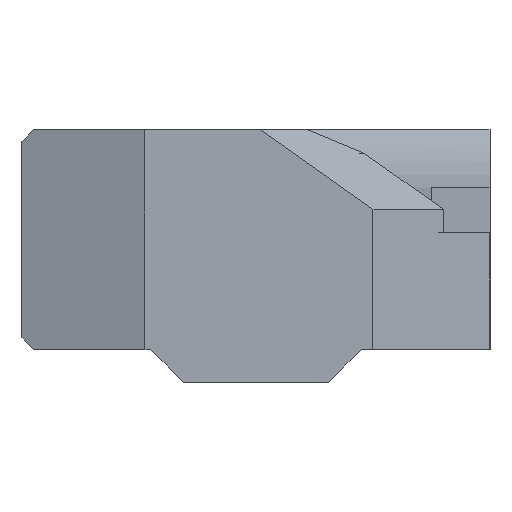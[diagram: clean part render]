
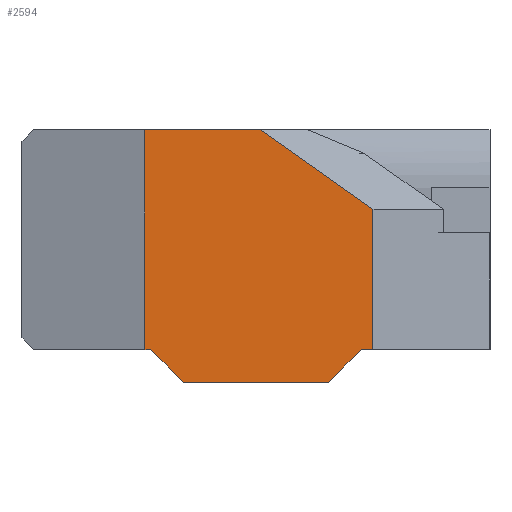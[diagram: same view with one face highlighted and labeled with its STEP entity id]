
A CAD part, left-side view. The second image highlights one B-rep face of the part: STEP entity #2594.
In plain terms, the highlighted planar face has unit normal (-1, 0, 0).
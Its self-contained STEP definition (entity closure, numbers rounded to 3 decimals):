
#224=FACE_OUTER_BOUND('',#374,.T.);
#374=EDGE_LOOP('',(#2292,#2293,#2294,#2295,#2296,#2297,#2298,#2299,#2300));
#533=LINE('',#3831,#854);
#568=LINE('',#3910,#889);
#602=LINE('',#3986,#923);
#604=LINE('',#3990,#925);
#635=LINE('',#4060,#956);
#639=LINE('',#4069,#960);
#643=LINE('',#4076,#964);
#698=LINE('',#4214,#1019);
#699=LINE('',#4215,#1020);
#854=VECTOR('',#3125,10.);
#889=VECTOR('',#3188,10.);
#923=VECTOR('',#3252,10.);
#925=VECTOR('',#3256,10.);
#956=VECTOR('',#3313,10.);
#960=VECTOR('',#3319,10.);
#964=VECTOR('',#3325,10.);
#1019=VECTOR('',#3478,10.);
#1020=VECTOR('',#3479,10.);
#1129=VERTEX_POINT('',#3828);
#1130=VERTEX_POINT('',#3830);
#1160=VERTEX_POINT('',#3909);
#1187=VERTEX_POINT('',#3985);
#1188=VERTEX_POINT('',#3989);
#1213=VERTEX_POINT('',#4058);
#1214=VERTEX_POINT('',#4059);
#1217=VERTEX_POINT('',#4067);
#1218=VERTEX_POINT('',#4068);
#1415=EDGE_CURVE('',#1129,#1130,#533,.T.);
#1453=EDGE_CURVE('',#1130,#1160,#568,.T.);
#1492=EDGE_CURVE('',#1160,#1187,#602,.T.);
#1494=EDGE_CURVE('',#1187,#1188,#604,.T.);
#1531=EDGE_CURVE('',#1213,#1214,#635,.T.);
#1535=EDGE_CURVE('',#1217,#1218,#639,.T.);
#1539=EDGE_CURVE('',#1214,#1217,#643,.T.);
#1608=EDGE_CURVE('',#1129,#1218,#698,.T.);
#1609=EDGE_CURVE('',#1213,#1188,#699,.T.);
#2292=ORIENTED_EDGE('',*,*,#1492,.F.);
#2293=ORIENTED_EDGE('',*,*,#1453,.F.);
#2294=ORIENTED_EDGE('',*,*,#1415,.F.);
#2295=ORIENTED_EDGE('',*,*,#1608,.T.);
#2296=ORIENTED_EDGE('',*,*,#1535,.F.);
#2297=ORIENTED_EDGE('',*,*,#1539,.F.);
#2298=ORIENTED_EDGE('',*,*,#1531,.F.);
#2299=ORIENTED_EDGE('',*,*,#1609,.T.);
#2300=ORIENTED_EDGE('',*,*,#1494,.F.);
#2449=PLANE('',#2799);
#2594=ADVANCED_FACE('',(#224),#2449,.T.);
#2799=AXIS2_PLACEMENT_3D('',#4213,#3476,#3477);
#3125=DIRECTION('',(0.,0.,1.));
#3188=DIRECTION('',(0.,-1.,0.));
#3252=DIRECTION('',(0.,-0.816,-0.577));
#3256=DIRECTION('',(0.,0.,-1.));
#3313=DIRECTION('',(0.,0.707,-0.707));
#3319=DIRECTION('',(0.,0.707,0.707));
#3325=DIRECTION('',(0.,1.,0.));
#3476=DIRECTION('center_axis',(-1.,0.,0.));
#3477=DIRECTION('ref_axis',(0.,-1.,0.));
#3478=DIRECTION('',(0.,-1.,0.));
#3479=DIRECTION('',(0.,-1.,0.));
#3828=CARTESIAN_POINT('',(-28.,14.75,0.));
#3830=CARTESIAN_POINT('',(-28.,14.75,9.4));
#3831=CARTESIAN_POINT('',(-28.,14.75,0.));
#3909=CARTESIAN_POINT('',(-28.,9.808,9.4));
#3910=CARTESIAN_POINT('',(-28.,20.,9.4));
#3985=CARTESIAN_POINT('',(-28.,5.,6.));
#3986=CARTESIAN_POINT('',(-28.,5.304,6.215));
#3989=CARTESIAN_POINT('',(-28.,5.,0.));
#3990=CARTESIAN_POINT('',(-28.,5.,0.));
#4058=CARTESIAN_POINT('',(-28.,5.5,0.));
#4059=CARTESIAN_POINT('',(-28.,6.9,-1.4));
#4060=CARTESIAN_POINT('',(-28.,7.5,-2.));
#4067=CARTESIAN_POINT('',(-28.,13.1,-1.4));
#4068=CARTESIAN_POINT('',(-28.,14.5,0.));
#4069=CARTESIAN_POINT('',(-28.,13.2,-1.3));
#4076=CARTESIAN_POINT('',(-28.,11.55,-1.4));
#4213=CARTESIAN_POINT('Origin',(-28.,14.75,0.));
#4214=CARTESIAN_POINT('',(-28.,20.,0.));
#4215=CARTESIAN_POINT('',(-28.,20.,0.));
